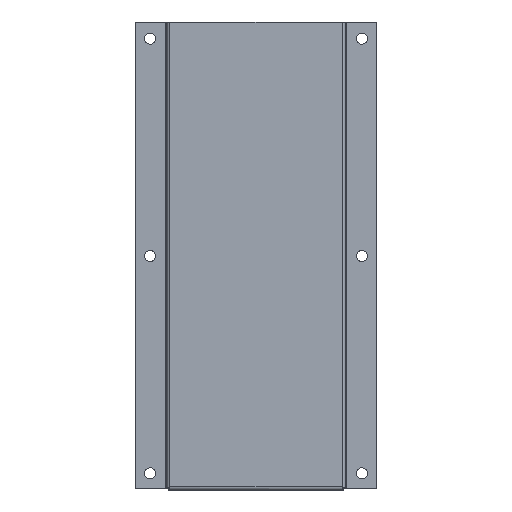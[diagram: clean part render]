
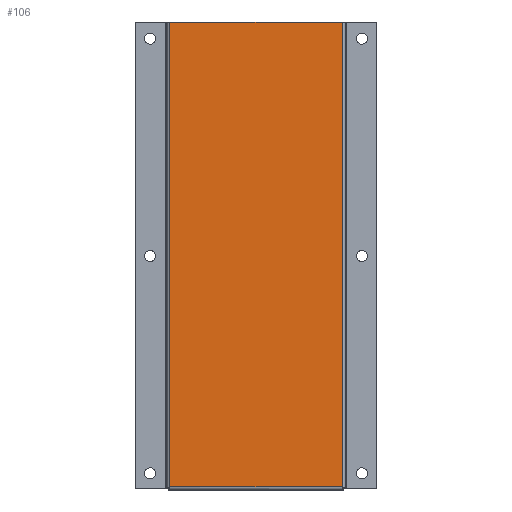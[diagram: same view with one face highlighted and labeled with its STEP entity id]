
A CAD part, front view. The second image highlights one B-rep face of the part: STEP entity #106.
In plain terms, the highlighted planar face has unit normal (0, -1, 0).
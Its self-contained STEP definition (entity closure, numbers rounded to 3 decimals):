
#106 = ADVANCED_FACE( '', ( #232 ), #233, .T. );
#232 = FACE_OUTER_BOUND( '', #415, .T. );
#233 = PLANE( '', #416 );
#415 = EDGE_LOOP( '', ( #684, #685, #686, #687 ) );
#416 = AXIS2_PLACEMENT_3D( '', #688, #689, #690 );
#684 = ORIENTED_EDGE( '', *, *, #941, .T. );
#685 = ORIENTED_EDGE( '', *, *, #942, .F. );
#686 = ORIENTED_EDGE( '', *, *, #937, .F. );
#687 = ORIENTED_EDGE( '', *, *, #943, .T. );
#688 = CARTESIAN_POINT( '', ( 0., 0., 0. ) );
#689 = DIRECTION( '', ( 0., -1., 0. ) );
#690 = DIRECTION( '', ( 0., 0., -1. ) );
#937 = EDGE_CURVE( '', #1118, #1105, #1120, .T. );
#941 = EDGE_CURVE( '', #1124, #1098, #1125, .T. );
#942 = EDGE_CURVE( '', #1105, #1098, #1126, .T. );
#943 = EDGE_CURVE( '', #1118, #1124, #1127, .T. );
#1098 = VERTEX_POINT( '', #1358 );
#1105 = VERTEX_POINT( '', #1376 );
#1118 = VERTEX_POINT( '', #1402 );
#1120 = LINE( '', #1404, #1405 );
#1124 = VERTEX_POINT( '', #1419 );
#1125 = LINE( '', #1420, #1421 );
#1126 = LINE( '', #1422, #1423 );
#1127 = LINE( '', #1424, #1425 );
#1358 = CARTESIAN_POINT( '', ( -49.073, 0., -131.623 ) );
#1376 = CARTESIAN_POINT( '', ( 49.073, 0., -131.623 ) );
#1402 = CARTESIAN_POINT( '', ( 49.073, 0., 133.35 ) );
#1404 = CARTESIAN_POINT( '', ( 49.073, 0., 133.35 ) );
#1405 = VECTOR( '', #1598, 1000. );
#1419 = CARTESIAN_POINT( '', ( -49.073, 0., 133.35 ) );
#1420 = CARTESIAN_POINT( '', ( -49.073, 0., -131.623 ) );
#1421 = VECTOR( '', #1600, 1000. );
#1422 = CARTESIAN_POINT( '', ( 49.073, 0., -131.623 ) );
#1423 = VECTOR( '', #1601, 1000. );
#1424 = CARTESIAN_POINT( '', ( 50.8, 0., 133.35 ) );
#1425 = VECTOR( '', #1602, 1000. );
#1598 = DIRECTION( '', ( 0., 0., -1. ) );
#1600 = DIRECTION( '', ( 0., 0., -1. ) );
#1601 = DIRECTION( '', ( -1., 0., 0. ) );
#1602 = DIRECTION( '', ( -1., 0., 0. ) );
